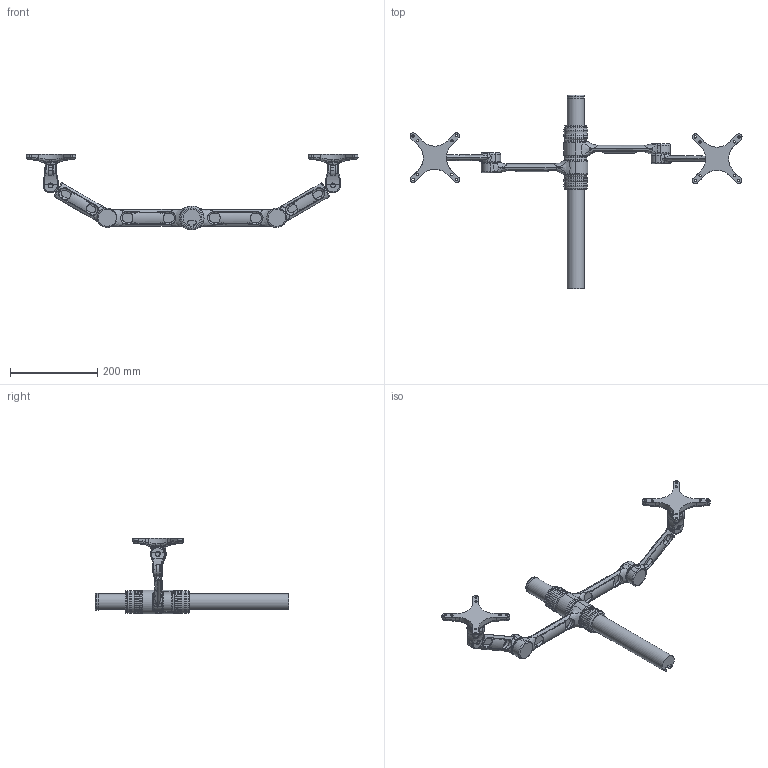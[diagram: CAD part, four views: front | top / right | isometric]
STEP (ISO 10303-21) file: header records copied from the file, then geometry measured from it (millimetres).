
FILE_DESCRIPTION (( 'STEP AP214' ), '1' );
FILE_NAME ('AF-AT+AA SIMPLIFIED.STEP', '2019-07-16T12:32:32', ( '' ), ( '' ), 'SwSTEP 2.0', 'SolidWorks 2015', '' );
FILE_SCHEMA (( 'AUTOMOTIVE_DESIGN' ));
Length unit declared in the file: inch
Products named in the file (7): FQRP-1 SIMPLIFIED; SECONDARY ARM 150 SIMPLIFIED; VERTICAL POST SIMPLIFIED; AF-AT+AA SIMPLIFIED; SVF_PVF SIMPLIFIED; YOKE 35 SIMPLIFIED_Default<As Machined>; PRIMARY ARM 195 SIMPLIFIED
Assembly tree (11 placements, depth 2):
  AF-AT+AA SIMPLIFIED
    VERTICAL POST SIMPLIFIED
    PRIMARY ARM 195 SIMPLIFIED  x2
    SVF_PVF SIMPLIFIED  x2
    SECONDARY ARM 150 SIMPLIFIED  x2
    YOKE 35 SIMPLIFIED_Default<As Machined>  x2
    FQRP-1 SIMPLIFIED  x2
Bounding box: 762.51 x 444.96 x 174.07 mm (x, y, z)
Volume: 1168339.2 mm3; surface area: 291262 mm2
Topology: 20 solids, 20 shells, 970 faces, 2440 edges, 1527 vertices
Faces by surface type: cylinder 316, plane 224, bspline 212, torus 178, cone 40
Entity records: 27030 total; most frequent: CARTESIAN_POINT 12286, ORIENTED_EDGE 2494, DIRECTION 2211, EDGE_CURVE 1247, AXIS2_PLACEMENT_3D 952, VERTEX_POINT 782, CIRCLE 547, EDGE_LOOP 529
